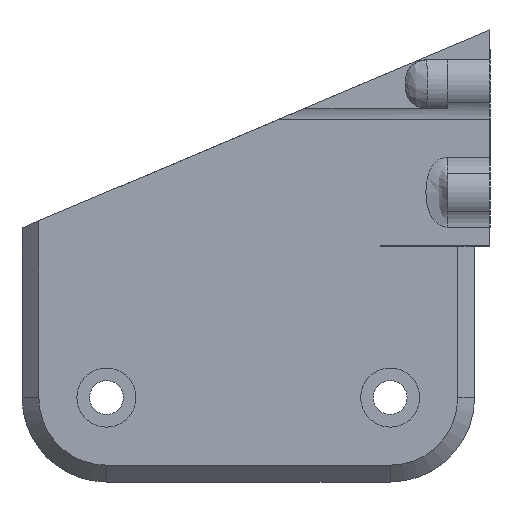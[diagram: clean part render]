
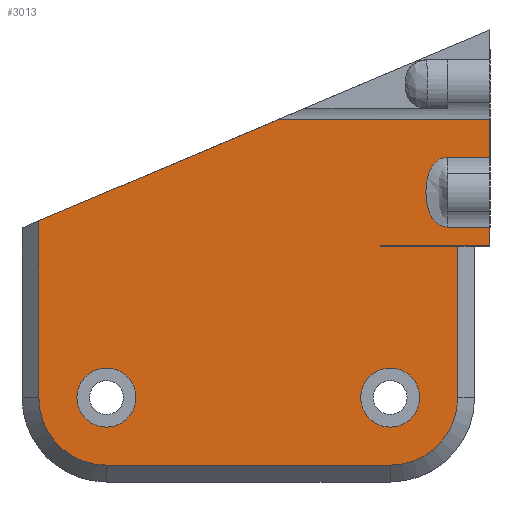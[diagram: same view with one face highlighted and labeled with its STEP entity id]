
A CAD part, left-side view. The second image highlights one B-rep face of the part: STEP entity #3013.
In plain terms, the highlighted planar face has unit normal (-1, 0, 0).
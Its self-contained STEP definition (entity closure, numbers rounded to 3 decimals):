
#30=FACE_BOUND('',#394,.T.);
#31=FACE_BOUND('',#395,.T.);
#59=PLANE('',#3248);
#216=FACE_OUTER_BOUND('',#393,.T.);
#393=EDGE_LOOP('',(#2547,#2548,#2549,#2550,#2551,#2552,#2553,#2554,#2555,
#2556,#2557,#2558,#2559));
#394=EDGE_LOOP('',(#2560));
#395=EDGE_LOOP('',(#2561));
#462=CIRCLE('',#3178,3.5);
#464=CIRCLE('',#3182,3.5);
#483=CIRCLE('',#3217,8.);
#484=CIRCLE('',#3220,8.);
#685=B_SPLINE_CURVE_WITH_KNOTS('',3,(#10126,#10127,#10128,#10129,#10130,
#10131,#10132,#10133,#10134,#10135,#10136,#10137),.UNSPECIFIED.,.F.,.F.,
(4,1,1,1,1,1,1,1,1,4),(-2.706,-2.629,-2.551,
-2.397,-2.242,-2.087,-1.933,
-1.778,-1.701,-1.624),.UNSPECIFIED.);
#786=LINE('',#9787,#977);
#826=LINE('',#9971,#1017);
#829=LINE('',#9979,#1020);
#833=LINE('',#9988,#1024);
#844=LINE('',#10019,#1035);
#845=LINE('',#10026,#1036);
#855=LINE('',#10139,#1046);
#856=LINE('',#10140,#1047);
#857=LINE('',#10142,#1048);
#858=LINE('',#10143,#1049);
#977=VECTOR('',#3642,10.);
#1017=VECTOR('',#3720,10.);
#1020=VECTOR('',#3729,10.);
#1024=VECTOR('',#3739,10.);
#1035=VECTOR('',#3768,10.);
#1036=VECTOR('',#3775,10.);
#1046=VECTOR('',#3815,10.);
#1047=VECTOR('',#3816,10.);
#1048=VECTOR('',#3817,10.);
#1049=VECTOR('',#3818,10.);
#1257=VERTEX_POINT('',#9546);
#1259=VERTEX_POINT('',#9553);
#1285=VERTEX_POINT('',#9784);
#1286=VERTEX_POINT('',#9786);
#1317=VERTEX_POINT('',#9970);
#1318=VERTEX_POINT('',#9974);
#1319=VERTEX_POINT('',#9978);
#1320=VERTEX_POINT('',#9982);
#1321=VERTEX_POINT('',#9986);
#1331=VERTEX_POINT('',#10016);
#1332=VERTEX_POINT('',#10018);
#1335=VERTEX_POINT('',#10024);
#1350=VERTEX_POINT('',#10122);
#1351=VERTEX_POINT('',#10124);
#1352=VERTEX_POINT('',#10141);
#1646=EDGE_CURVE('',#1257,#1257,#462,.T.);
#1649=EDGE_CURVE('',#1259,#1259,#464,.T.);
#1676=EDGE_CURVE('',#1285,#1286,#786,.T.);
#1724=EDGE_CURVE('',#1286,#1317,#826,.T.);
#1726=EDGE_CURVE('',#1317,#1318,#483,.T.);
#1728=EDGE_CURVE('',#1318,#1319,#829,.T.);
#1730=EDGE_CURVE('',#1319,#1320,#484,.T.);
#1733=EDGE_CURVE('',#1320,#1321,#833,.T.);
#1748=EDGE_CURVE('',#1332,#1331,#844,.T.);
#1752=EDGE_CURVE('',#1285,#1335,#845,.T.);
#1773=EDGE_CURVE('',#1351,#1350,#685,.T.);
#1774=EDGE_CURVE('',#1350,#1335,#855,.T.);
#1775=EDGE_CURVE('',#1332,#1351,#856,.T.);
#1776=EDGE_CURVE('',#1352,#1331,#857,.T.);
#1777=EDGE_CURVE('',#1321,#1352,#858,.T.);
#2547=ORIENTED_EDGE('',*,*,#1752,.T.);
#2548=ORIENTED_EDGE('',*,*,#1774,.F.);
#2549=ORIENTED_EDGE('',*,*,#1773,.F.);
#2550=ORIENTED_EDGE('',*,*,#1775,.F.);
#2551=ORIENTED_EDGE('',*,*,#1748,.T.);
#2552=ORIENTED_EDGE('',*,*,#1776,.F.);
#2553=ORIENTED_EDGE('',*,*,#1777,.F.);
#2554=ORIENTED_EDGE('',*,*,#1733,.F.);
#2555=ORIENTED_EDGE('',*,*,#1730,.F.);
#2556=ORIENTED_EDGE('',*,*,#1728,.F.);
#2557=ORIENTED_EDGE('',*,*,#1726,.F.);
#2558=ORIENTED_EDGE('',*,*,#1724,.F.);
#2559=ORIENTED_EDGE('',*,*,#1676,.F.);
#2560=ORIENTED_EDGE('',*,*,#1646,.T.);
#2561=ORIENTED_EDGE('',*,*,#1649,.T.);
#3013=ADVANCED_FACE('',(#216,#30,#31),#59,.T.);
#3178=AXIS2_PLACEMENT_3D('',#9547,#3592,#3593);
#3182=AXIS2_PLACEMENT_3D('',#9554,#3601,#3602);
#3217=AXIS2_PLACEMENT_3D('',#9975,#3724,#3725);
#3220=AXIS2_PLACEMENT_3D('',#9983,#3733,#3734);
#3248=AXIS2_PLACEMENT_3D('',#10138,#3813,#3814);
#3592=DIRECTION('center_axis',(1.,0.,0.));
#3593=DIRECTION('ref_axis',(0.,0.,1.));
#3601=DIRECTION('center_axis',(1.,0.,0.));
#3602=DIRECTION('ref_axis',(0.,0.,1.));
#3642=DIRECTION('',(0.,1.,0.));
#3720=DIRECTION('',(0.,0.,-1.));
#3724=DIRECTION('center_axis',(1.,0.,0.));
#3725=DIRECTION('ref_axis',(0.,0.,-1.));
#3729=DIRECTION('',(0.,1.,0.));
#3733=DIRECTION('center_axis',(1.,0.,0.));
#3734=DIRECTION('ref_axis',(0.,0.,-1.));
#3739=DIRECTION('',(0.,0.,1.));
#3768=DIRECTION('',(0.,0.,1.));
#3775=DIRECTION('',(0.,0.,1.));
#3813=DIRECTION('center_axis',(-1.,0.,0.));
#3814=DIRECTION('ref_axis',(0.,0.,1.));
#3815=DIRECTION('',(0.,-1.,0.));
#3816=DIRECTION('',(0.,1.,0.));
#3817=DIRECTION('',(0.,-1.,0.));
#3818=DIRECTION('',(0.,-0.921,0.389));
#9546=CARTESIAN_POINT('',(113.147,342.85,-173.276));
#9547=CARTESIAN_POINT('Origin',(113.147,342.85,-169.776));
#9553=CARTESIAN_POINT('',(113.147,309.225,-173.276));
#9554=CARTESIAN_POINT('Origin',(113.147,309.225,-169.776));
#9784=CARTESIAN_POINT('',(113.147,297.4,-151.747));
#9786=CARTESIAN_POINT('',(113.147,301.225,-151.747));
#9787=CARTESIAN_POINT('',(113.147,311.838,-151.747));
#9970=CARTESIAN_POINT('',(113.147,301.225,-169.776));
#9971=CARTESIAN_POINT('',(113.147,301.225,-160.888));
#9974=CARTESIAN_POINT('',(113.147,309.225,-177.776));
#9975=CARTESIAN_POINT('Origin',(113.147,309.225,-169.776));
#9978=CARTESIAN_POINT('',(113.147,342.85,-177.776));
#9979=CARTESIAN_POINT('',(113.147,334.444,-177.776));
#9982=CARTESIAN_POINT('',(113.147,350.85,-169.776));
#9983=CARTESIAN_POINT('Origin',(113.147,342.85,-169.776));
#9986=CARTESIAN_POINT('',(113.147,350.85,-148.824));
#9988=CARTESIAN_POINT('',(113.147,350.85,-169.776));
#10016=CARTESIAN_POINT('',(113.147,297.4,-136.781));
#10018=CARTESIAN_POINT('',(113.147,297.4,-141.287));
#10019=CARTESIAN_POINT('',(113.147,297.4,-92.86));
#10024=CARTESIAN_POINT('',(113.147,297.4,-149.594));
#10026=CARTESIAN_POINT('',(113.147,297.4,-92.86));
#10122=CARTESIAN_POINT('',(113.147,302.4,-149.594));
#10124=CARTESIAN_POINT('',(113.147,302.4,-141.287));
#10126=CARTESIAN_POINT('Ctrl Pts',(113.147,302.4,-141.287));
#10127=CARTESIAN_POINT('Ctrl Pts',(113.147,302.659,-141.287));
#10128=CARTESIAN_POINT('Ctrl Pts',(113.147,303.178,-141.395));
#10129=CARTESIAN_POINT('Ctrl Pts',(113.147,304.057,-141.979));
#10130=CARTESIAN_POINT('Ctrl Pts',(113.147,304.728,-143.136));
#10131=CARTESIAN_POINT('Ctrl Pts',(113.147,305.009,-144.666));
#10132=CARTESIAN_POINT('Ctrl Pts',(113.147,305.01,-146.218));
#10133=CARTESIAN_POINT('Ctrl Pts',(113.147,304.725,-147.749));
#10134=CARTESIAN_POINT('Ctrl Pts',(113.147,304.056,-148.902));
#10135=CARTESIAN_POINT('Ctrl Pts',(113.147,303.177,-149.486));
#10136=CARTESIAN_POINT('Ctrl Pts',(113.147,302.659,-149.594));
#10137=CARTESIAN_POINT('Ctrl Pts',(113.147,302.4,-149.594));
#10138=CARTESIAN_POINT('Origin',(113.147,326.038,-169.776));
#10139=CARTESIAN_POINT('',(113.147,297.4,-149.594));
#10140=CARTESIAN_POINT('',(113.147,297.4,-141.287));
#10141=CARTESIAN_POINT('',(113.147,322.372,-136.781));
#10142=CARTESIAN_POINT('',(113.147,297.4,-136.781));
#10143=CARTESIAN_POINT('',(113.147,311.172,-132.045));
